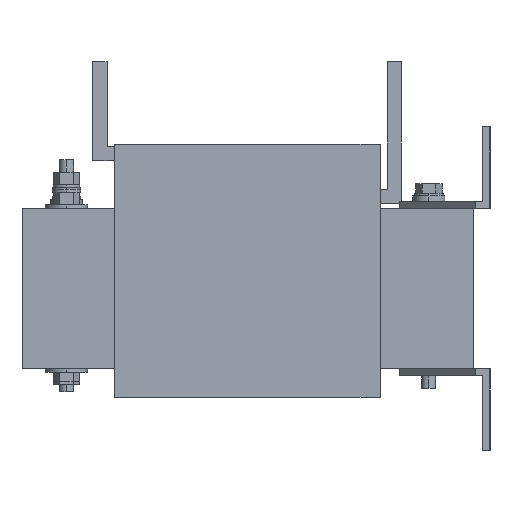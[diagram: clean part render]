
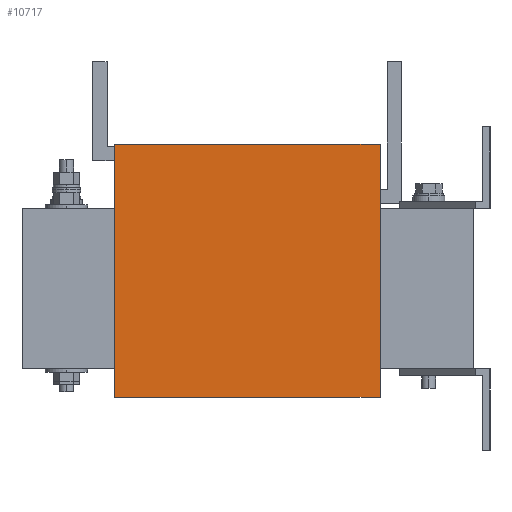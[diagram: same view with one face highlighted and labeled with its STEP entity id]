
A CAD part, left-side view. The second image highlights one B-rep face of the part: STEP entity #10717.
In plain terms, the highlighted planar face has unit normal (-1, 0, 0).
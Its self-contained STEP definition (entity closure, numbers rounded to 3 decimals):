
#476 = AXIS2_PLACEMENT_3D ( 'NONE', #5565, #2233, #9476 ) ;
#1634 = CARTESIAN_POINT ( 'NONE',  ( -143.1, 75., -61.35 ) ) ;
#1901 = CARTESIAN_POINT ( 'NONE',  ( -143.1, -75., -61.35 ) ) ;
#2233 = DIRECTION ( 'NONE',  ( 1., 0., 0. ) ) ;
#2493 = CARTESIAN_POINT ( 'NONE',  ( -143.1, 75., 81.35 ) ) ;
#3152 = LINE ( 'NONE', #6325, #10943 ) ;
#3556 = LINE ( 'NONE', #2493, #5172 ) ;
#3898 = VECTOR ( 'NONE', #7269, 1000. ) ;
#4512 = ORIENTED_EDGE ( 'NONE', *, *, #5398, .F. ) ;
#4763 = VERTEX_POINT ( 'NONE', #5609 ) ;
#5172 = VECTOR ( 'NONE', #6592, 1000. ) ;
#5288 = EDGE_CURVE ( 'NONE', #7616, #4763, #6128, .T. ) ;
#5367 = CARTESIAN_POINT ( 'NONE',  ( -143.1, 75., -61.35 ) ) ;
#5398 = EDGE_CURVE ( 'NONE', #5785, #11941, #11844, .T. ) ;
#5565 = CARTESIAN_POINT ( 'NONE',  ( -143.1, 75., -61.35 ) ) ;
#5609 = CARTESIAN_POINT ( 'NONE',  ( -143.1, -75., 81.35 ) ) ;
#5768 = EDGE_CURVE ( 'NONE', #5785, #7616, #3152, .T. ) ;
#5785 = VERTEX_POINT ( 'NONE', #5367 ) ;
#5936 = EDGE_CURVE ( 'NONE', #11941, #4763, #3556, .T. ) ;
#6049 = FACE_OUTER_BOUND ( 'NONE', #6530, .T. ) ;
#6114 = DIRECTION ( 'NONE',  ( 0., -1., 0. ) ) ;
#6128 = LINE ( 'NONE', #1901, #3898 ) ;
#6235 = CARTESIAN_POINT ( 'NONE',  ( -143.1, 75., 81.35 ) ) ;
#6325 = CARTESIAN_POINT ( 'NONE',  ( -143.1, 75., -61.35 ) ) ;
#6530 = EDGE_LOOP ( 'NONE', ( #12588, #12489, #4512, #12211 ) ) ;
#6592 = DIRECTION ( 'NONE',  ( 0., -1., 0. ) ) ;
#7269 = DIRECTION ( 'NONE',  ( 0., 0., 1. ) ) ;
#7616 = VERTEX_POINT ( 'NONE', #9945 ) ;
#7750 = VECTOR ( 'NONE', #12658, 1000. ) ;
#9476 = DIRECTION ( 'NONE',  ( 0., 0., -1. ) ) ;
#9945 = CARTESIAN_POINT ( 'NONE',  ( -143.1, -75., -61.35 ) ) ;
#10717 = ADVANCED_FACE ( 'Defeature ausgef�hrt1_107', ( #6049 ), #12391, .F. ) ;
#10943 = VECTOR ( 'NONE', #6114, 1000. ) ;
#11844 = LINE ( 'NONE', #1634, #7750 ) ;
#11941 = VERTEX_POINT ( 'NONE', #6235 ) ;
#12211 = ORIENTED_EDGE ( 'NONE', *, *, #5768, .T. ) ;
#12391 = PLANE ( 'NONE',  #476 ) ;
#12489 = ORIENTED_EDGE ( 'NONE', *, *, #5936, .F. ) ;
#12588 = ORIENTED_EDGE ( 'NONE', *, *, #5288, .T. ) ;
#12658 = DIRECTION ( 'NONE',  ( 0., 0., 1. ) ) ;
